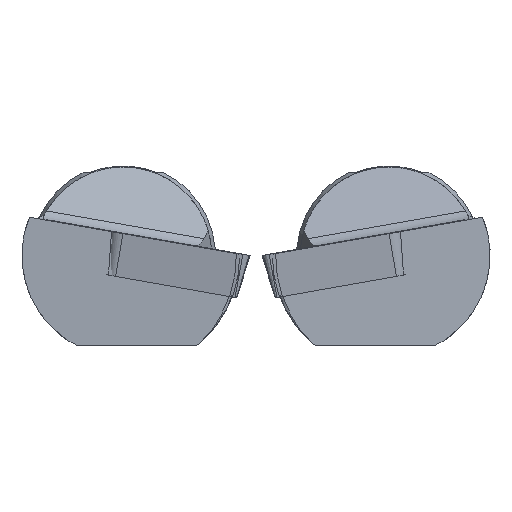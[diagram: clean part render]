
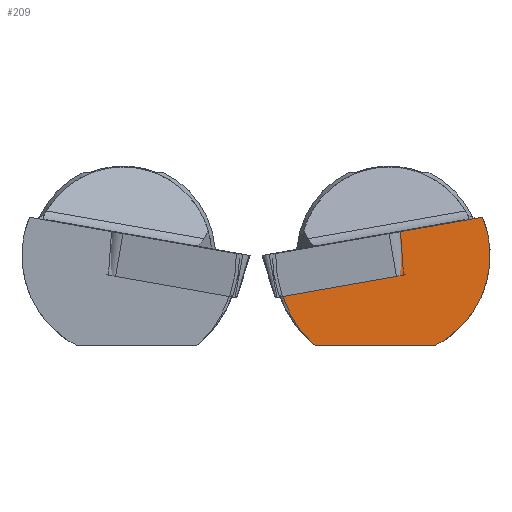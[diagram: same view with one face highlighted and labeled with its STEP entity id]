
A CAD part, left-side view. The second image highlights one B-rep face of the part: STEP entity #209.
In plain terms, the highlighted planar face has unit normal (-0.999, -0.052, 0).
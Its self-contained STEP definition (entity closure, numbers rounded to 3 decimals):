
#209=ADVANCED_FACE('',(#329),#291,.F.);
#291=PLANE('',#1475);
#329=FACE_OUTER_BOUND('',#397,.T.);
#397=EDGE_LOOP('',(#680,#681,#682,#683,#684));
#501=LINE('',#2027,#569);
#502=LINE('',#2033,#570);
#569=VECTOR('',#1644,1.);
#570=VECTOR('',#1649,1.);
#636=ELLIPSE('',#1472,5.508,5.5);
#637=ELLIPSE('',#1473,6.796,6.756);
#638=ELLIPSE('',#1474,6.334,6.325);
#680=ORIENTED_EDGE('',*,*,#1224,.F.);
#681=ORIENTED_EDGE('',*,*,#1225,.T.);
#682=ORIENTED_EDGE('',*,*,#1226,.T.);
#683=ORIENTED_EDGE('',*,*,#1227,.T.);
#684=ORIENTED_EDGE('',*,*,#1228,.T.);
#1080=VERTEX_POINT('',#2025);
#1081=VERTEX_POINT('',#2026);
#1082=VERTEX_POINT('',#2028);
#1083=VERTEX_POINT('',#2030);
#1084=VERTEX_POINT('',#2032);
#1224=EDGE_CURVE('',#1080,#1081,#636,.T.);
#1225=EDGE_CURVE('',#1080,#1082,#501,.T.);
#1226=EDGE_CURVE('',#1082,#1083,#637,.T.);
#1227=EDGE_CURVE('',#1083,#1084,#638,.T.);
#1228=EDGE_CURVE('',#1084,#1081,#502,.T.);
#1472=AXIS2_PLACEMENT_3D('',#2024,#1642,#1643);
#1473=AXIS2_PLACEMENT_3D('',#2029,#1645,#1646);
#1474=AXIS2_PLACEMENT_3D('',#2031,#1647,#1648);
#1475=AXIS2_PLACEMENT_3D('',#2034,#1650,#1651);
#1642=DIRECTION('',(0.999,0.052,0.));
#1643=DIRECTION('',(-0.052,0.999,0.));
#1644=DIRECTION('',(-0.052,0.983,-0.173));
#1645=DIRECTION('',(-0.999,-0.052,0.));
#1646=DIRECTION('',(0.052,-0.999,0.));
#1647=DIRECTION('',(-0.999,-0.052,0.));
#1648=DIRECTION('',(-0.052,0.999,0.));
#1649=DIRECTION('',(0.052,-0.999,0.));
#1650=DIRECTION('',(0.999,0.052,0.));
#1651=DIRECTION('',(0.052,-0.999,0.));
#2024=CARTESIAN_POINT('',(0.702,-7.206,0.062));
#2025=CARTESIAN_POINT('',(0.969,-12.299,2.138));
#2026=CARTESIAN_POINT('',(0.833,-9.704,-4.838));
#2027=CARTESIAN_POINT('',(0.261,1.214,-0.245));
#2028=CARTESIAN_POINT('',(0.38,-1.062,0.157));
#2029=CARTESIAN_POINT('',(0.736,-7.847,0.062));
#2030=CARTESIAN_POINT('',(0.48,-2.969,-4.634));
#2031=CARTESIAN_POINT('',(0.702,-7.206,0.062));
#2032=CARTESIAN_POINT('',(0.493,-3.206,-4.838));
#2033=CARTESIAN_POINT('',(0.397,-1.378,-4.838));
#2034=CARTESIAN_POINT('',(0.38,-1.061,-12.588));
